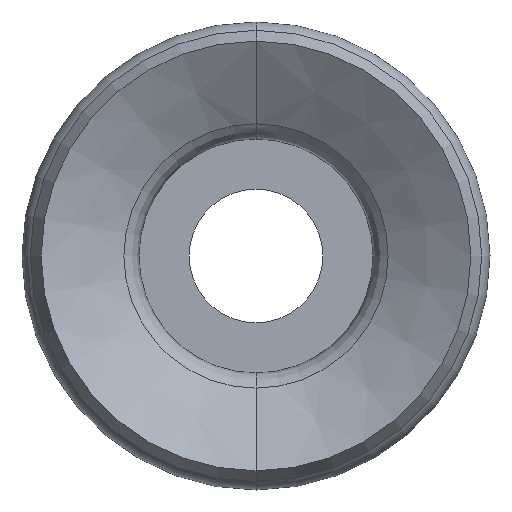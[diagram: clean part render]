
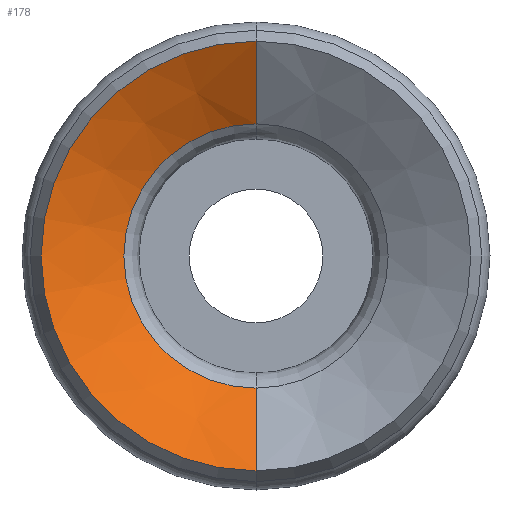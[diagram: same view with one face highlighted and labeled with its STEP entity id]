
A CAD part, front view. The second image highlights one B-rep face of the part: STEP entity #178.
In plain terms, the highlighted conical face has half-angle 58.808 degrees and reference radius 7.904 mm.
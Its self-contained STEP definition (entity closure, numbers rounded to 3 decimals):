
#178=ADVANCED_FACE('',(#434),#435,.F.);
#434=FACE_OUTER_BOUND('',#772,.T.);
#435=CONICAL_SURFACE('',#773,7.904,1.026);
#772=EDGE_LOOP('',(#4625,#4626,#4627,#4628));
#773=AXIS2_PLACEMENT_3D('',#4629,#4630,#4631);
#4625=ORIENTED_EDGE('',*,*,#5329,.T.);
#4626=ORIENTED_EDGE('',*,*,#5409,.T.);
#4627=ORIENTED_EDGE('',*,*,#5410,.F.);
#4628=ORIENTED_EDGE('',*,*,#5411,.F.);
#4629=CARTESIAN_POINT('',(0.0,-21.504,0.0));
#4630=DIRECTION('',(0.0,-1.0,-0.0));
#4631=DIRECTION('',(0.0,0.0,-1.0));
#5329=EDGE_CURVE('',#5708,#5712,#5714,.T.);
#5409=EDGE_CURVE('',#5712,#5835,#5841,.T.);
#5410=EDGE_CURVE('',#5836,#5835,#5842,.T.);
#5411=EDGE_CURVE('',#5708,#5836,#5843,.T.);
#5708=VERTEX_POINT('',#6237);
#5712=VERTEX_POINT('',#6241);
#5714=CIRCLE('',#6243,7.904);
#5835=VERTEX_POINT('',#6698);
#5836=VERTEX_POINT('',#6699);
#5841=LINE('',#6706,#6707);
#5842=CIRCLE('',#6708,12.853);
#5843=LINE('',#6709,#6710);
#6237=CARTESIAN_POINT('',(0.,-21.504,-7.904));
#6241=CARTESIAN_POINT('',(0.0,-21.504,7.904));
#6243=AXIS2_PLACEMENT_3D('',#8524,#8525,#8526);
#6698=CARTESIAN_POINT('',(0.,-24.5,12.853));
#6699=CARTESIAN_POINT('',(0.0,-24.5,-12.853));
#6706=CARTESIAN_POINT('',(0.,-21.504,7.904));
#6707=VECTOR('',#8622,1000.0);
#6708=AXIS2_PLACEMENT_3D('',#8623,#8624,#8625);
#6709=CARTESIAN_POINT('',(0.0,-21.504,-7.904));
#6710=VECTOR('',#8626,1000.0);
#8524=CARTESIAN_POINT('',(0.0,-21.504,0.0));
#8525=DIRECTION('',(0.0,1.0,0.0));
#8526=DIRECTION('',(0.0,0.0,1.0));
#8622=DIRECTION('',(0.,-0.518,0.855));
#8623=CARTESIAN_POINT('',(0.0,-24.5,0.0));
#8624=DIRECTION('',(0.0,1.0,0.0));
#8625=DIRECTION('',(0.0,0.0,1.0));
#8626=DIRECTION('',(0.0,-0.518,-0.855));
